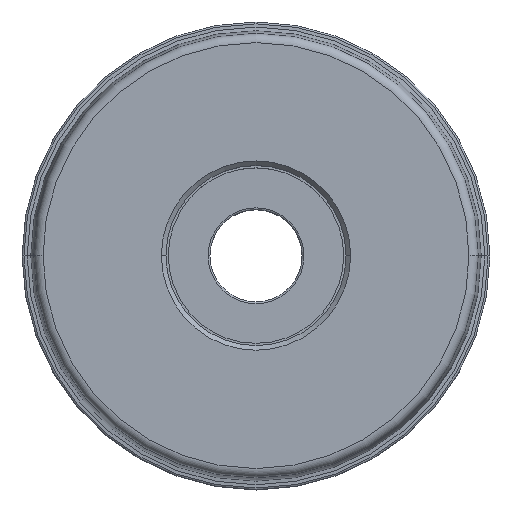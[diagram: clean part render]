
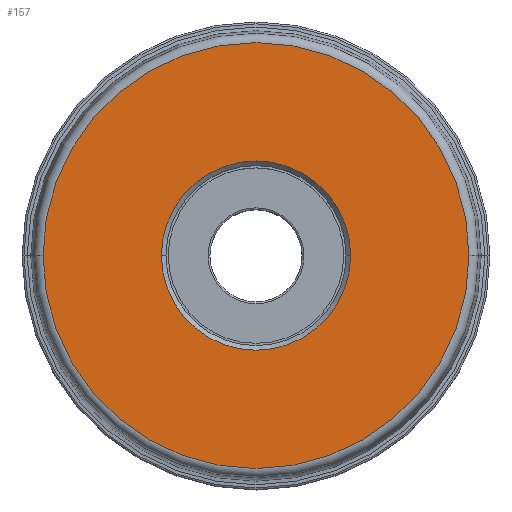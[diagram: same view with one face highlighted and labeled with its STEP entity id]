
A CAD part, top view. The second image highlights one B-rep face of the part: STEP entity #157.
In plain terms, the highlighted planar face has unit normal (0, 0, 1).
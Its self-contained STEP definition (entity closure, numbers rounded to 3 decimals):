
#54=PLANE('',#1489);
#63=FACE_BOUND('',#338,.T.);
#64=FACE_BOUND('',#339,.T.);
#157=ADVANCED_FACE('',(#63,#64),#54,.F.);
#338=EDGE_LOOP('',(#510,#511));
#339=EDGE_LOOP('',(#512,#513));
#510=ORIENTED_EDGE('',*,*,#912,.T.);
#511=ORIENTED_EDGE('',*,*,#913,.T.);
#512=ORIENTED_EDGE('',*,*,#914,.T.);
#513=ORIENTED_EDGE('',*,*,#915,.T.);
#788=VERTEX_POINT('',#2458);
#789=VERTEX_POINT('',#2459);
#790=VERTEX_POINT('',#2462);
#791=VERTEX_POINT('',#2463);
#912=EDGE_CURVE('',#788,#789,#1088,.T.);
#913=EDGE_CURVE('',#789,#788,#1089,.T.);
#914=EDGE_CURVE('',#790,#791,#1090,.T.);
#915=EDGE_CURVE('',#791,#790,#1091,.T.);
#1088=CIRCLE('',#1485,46.25);
#1089=CIRCLE('',#1486,46.25);
#1090=CIRCLE('',#1487,20.55);
#1091=CIRCLE('',#1488,20.55);
#1485=AXIS2_PLACEMENT_3D('',#2457,#1814,#1815);
#1486=AXIS2_PLACEMENT_3D('',#2460,#1816,#1817);
#1487=AXIS2_PLACEMENT_3D('',#2461,#1818,#1819);
#1488=AXIS2_PLACEMENT_3D('',#2464,#1820,#1821);
#1489=AXIS2_PLACEMENT_3D('',#2465,#1822,#1823);
#1814=DIRECTION('',(0.,0.,1.));
#1815=DIRECTION('',(1.,0.,0.));
#1816=DIRECTION('',(0.,0.,1.));
#1817=DIRECTION('',(-1.,0.,0.));
#1818=DIRECTION('',(0.,0.,-1.));
#1819=DIRECTION('',(-1.,0.,0.));
#1820=DIRECTION('',(0.,0.,-1.));
#1821=DIRECTION('',(1.,0.,0.));
#1822=DIRECTION('',(0.,0.,-1.));
#1823=DIRECTION('',(1.,0.,0.));
#2457=CARTESIAN_POINT('',(0.,0.,0.));
#2458=CARTESIAN_POINT('',(46.25,0.,0.));
#2459=CARTESIAN_POINT('',(-46.25,0.,0.));
#2460=CARTESIAN_POINT('',(0.,0.,0.));
#2461=CARTESIAN_POINT('',(0.,0.,0.));
#2462=CARTESIAN_POINT('',(-20.55,0.,0.));
#2463=CARTESIAN_POINT('',(20.55,0.,0.));
#2464=CARTESIAN_POINT('',(0.,0.,0.));
#2465=CARTESIAN_POINT('',(0.,0.,0.));
